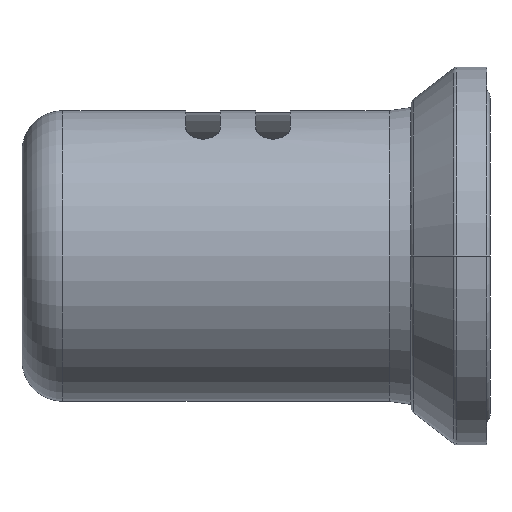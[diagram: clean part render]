
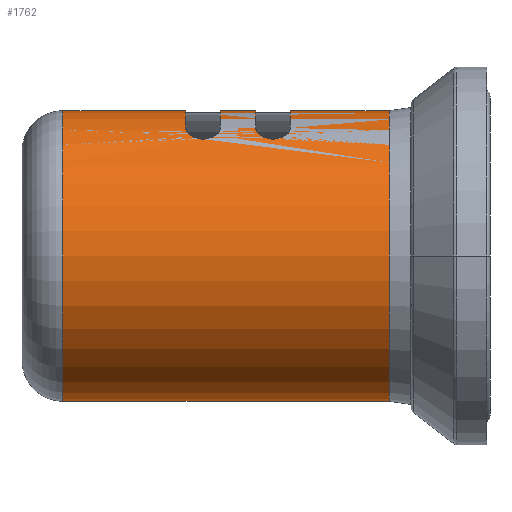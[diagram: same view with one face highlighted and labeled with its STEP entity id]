
A CAD part, left-side view. The second image highlights one B-rep face of the part: STEP entity #1762.
In plain terms, the highlighted cylindrical face has radius 20.765 mm (diameter 41.529 mm), a partial arc.
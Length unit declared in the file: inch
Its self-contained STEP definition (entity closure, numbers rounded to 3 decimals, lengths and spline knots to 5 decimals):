
#878=CARTESIAN_POINT('',(0.,0.68,0.));
#879=DIRECTION('',(0.,-1.,0.));
#880=DIRECTION('',(0.,0.,1.));
#881=AXIS2_PLACEMENT_3D('',#878,#879,#880);
#883=DIRECTION('',(0.,1.,0.));
#884=VECTOR('',#883,0.55586);
#885=CARTESIAN_POINT('',(0.,0.12414,0.8175));
#886=LINE('',#885,#884);
#887=CARTESIAN_POINT('',(0.,0.12414,0.));
#888=DIRECTION('',(0.,1.,0.));
#889=DIRECTION('',(0.,0.,-1.));
#890=AXIS2_PLACEMENT_3D('',#887,#888,#889);
#892=DIRECTION('',(0.,1.,0.));
#893=VECTOR('',#892,1.83586);
#894=CARTESIAN_POINT('',(0.,0.12414,-0.8175));
#895=LINE('',#894,#893);
#896=DIRECTION('',(0.,1.,0.));
#897=VECTOR('',#896,0.691);
#898=CARTESIAN_POINT('',(0.,1.269,0.8175));
#899=LINE('',#898,#897);
#900=CARTESIAN_POINT('',(0.,1.269,0.));
#901=DIRECTION('',(0.,-1.,0.));
#902=DIRECTION('',(0.,0.,1.));
#903=AXIS2_PLACEMENT_3D('',#900,#901,#902);
#905=CARTESIAN_POINT('',(-0.388,1.074,0.71956));
#906=CARTESIAN_POINT('',(-0.3948,1.074,0.71589));
#907=CARTESIAN_POINT('',(-0.40816,1.07538,
0.70844));
#908=CARTESIAN_POINT('',(-0.42809,1.0818,
0.69658));
#909=CARTESIAN_POINT('',(-0.44604,1.09227,
0.68519));
#910=CARTESIAN_POINT('',(-0.46102,1.10587,
0.67517));
#911=CARTESIAN_POINT('',(-0.4728,1.12204,
0.66695));
#912=CARTESIAN_POINT('',(-0.48113,1.14029,
0.66094));
#913=CARTESIAN_POINT('',(-0.48569,1.16092,
0.65758));
#914=CARTESIAN_POINT('',(-0.48571,1.18193,
0.65757));
#915=CARTESIAN_POINT('',(-0.48116,1.20265,
0.66092));
#916=CARTESIAN_POINT('',(-0.47284,1.22089,
0.66692));
#917=CARTESIAN_POINT('',(-0.46106,1.2371,
0.67514));
#918=CARTESIAN_POINT('',(-0.44602,1.25075,
0.6852));
#919=CARTESIAN_POINT('',(-0.42798,1.26125,
0.69664));
#920=CARTESIAN_POINT('',(-0.40807,1.26764,
0.7085));
#921=CARTESIAN_POINT('',(-0.39476,1.269,0.71591));
#922=CARTESIAN_POINT('',(-0.388,1.269,0.71956));
#924=CARTESIAN_POINT('',(0.,1.074,0.));
#925=DIRECTION('',(0.,-1.,0.));
#926=DIRECTION('',(0.,0.,1.));
#927=AXIS2_PLACEMENT_3D('',#924,#925,#926);
#929=DIRECTION('',(0.,1.,0.));
#930=VECTOR('',#929,0.199);
#931=CARTESIAN_POINT('',(0.,0.875,0.8175));
#932=LINE('',#931,#930);
#933=CARTESIAN_POINT('',(0.,0.875,0.));
#934=DIRECTION('',(0.,-1.,0.));
#935=DIRECTION('',(0.,0.,1.));
#936=AXIS2_PLACEMENT_3D('',#933,#934,#935);
#938=CARTESIAN_POINT('',(-0.388,0.68,0.71956));
#939=CARTESIAN_POINT('',(-0.3948,0.68,0.71589));
#940=CARTESIAN_POINT('',(-0.40816,0.68138,
0.70844));
#941=CARTESIAN_POINT('',(-0.42809,0.6878,
0.69658));
#942=CARTESIAN_POINT('',(-0.44604,0.69827,
0.68519));
#943=CARTESIAN_POINT('',(-0.46102,0.71187,
0.67517));
#944=CARTESIAN_POINT('',(-0.4728,0.72804,
0.66695));
#945=CARTESIAN_POINT('',(-0.48113,0.74629,
0.66094));
#946=CARTESIAN_POINT('',(-0.48569,0.76692,
0.65758));
#947=CARTESIAN_POINT('',(-0.48571,0.78793,
0.65757));
#948=CARTESIAN_POINT('',(-0.48116,0.80865,
0.66092));
#949=CARTESIAN_POINT('',(-0.47284,0.82689,
0.66692));
#950=CARTESIAN_POINT('',(-0.46106,0.8431,
0.67514));
#951=CARTESIAN_POINT('',(-0.44602,0.85675,
0.6852));
#952=CARTESIAN_POINT('',(-0.42798,0.86725,
0.69664));
#953=CARTESIAN_POINT('',(-0.40807,0.87364,
0.7085));
#954=CARTESIAN_POINT('',(-0.39476,0.875,0.71591));
#955=CARTESIAN_POINT('',(-0.388,0.875,0.71956));
#1361=CARTESIAN_POINT('',(0.,1.96,0.));
#1362=DIRECTION('',(0.,1.,0.));
#1363=DIRECTION('',(0.,0.,-1.));
#1364=AXIS2_PLACEMENT_3D('',#1361,#1362,#1363);
#1546=CARTESIAN_POINT('',(0.,0.12414,-0.8175));
#1547=CARTESIAN_POINT('',(0.,1.96,-0.8175));
#1548=VERTEX_POINT('',#1546);
#1549=VERTEX_POINT('',#1547);
#1558=CARTESIAN_POINT('',(0.,1.96,0.8175));
#1560=VERTEX_POINT('',#1558);
#1567=CARTESIAN_POINT('',(0.,0.68,0.8175));
#1569=VERTEX_POINT('',#1567);
#1571=CARTESIAN_POINT('',(0.,0.875,0.8175));
#1572=VERTEX_POINT('',#1571);
#1574=CARTESIAN_POINT('',(0.,1.074,0.8175));
#1576=VERTEX_POINT('',#1574);
#1578=CARTESIAN_POINT('',(0.,1.269,0.8175));
#1579=VERTEX_POINT('',#1578);
#1594=CARTESIAN_POINT('',(-0.388,0.68,0.71956));
#1596=VERTEX_POINT('',#1594);
#1598=CARTESIAN_POINT('',(-0.388,0.875,0.71956));
#1600=VERTEX_POINT('',#1598);
#1602=CARTESIAN_POINT('',(-0.388,1.269,0.71956));
#1604=VERTEX_POINT('',#1602);
#1606=CARTESIAN_POINT('',(-0.388,1.074,0.71956));
#1608=VERTEX_POINT('',#1606);
#1610=CARTESIAN_POINT('',(0.,0.12414,0.8175));
#1611=VERTEX_POINT('',#1610);
#1732=CARTESIAN_POINT('',(0.,2.268,0.));
#1733=DIRECTION('',(0.,-1.,0.));
#1734=DIRECTION('',(0.,0.,1.));
#1735=AXIS2_PLACEMENT_3D('',#1732,#1733,#1734);
#1736=CYLINDRICAL_SURFACE('',#1735,0.8175);
#1738=ORIENTED_EDGE('',*,*,#1737,.F.);
#1740=ORIENTED_EDGE('',*,*,#1739,.F.);
#1741=ORIENTED_EDGE('',*,*,#1724,.F.);
#1743=ORIENTED_EDGE('',*,*,#1742,.T.);
#1745=ORIENTED_EDGE('',*,*,#1744,.T.);
#1747=ORIENTED_EDGE('',*,*,#1746,.F.);
#1749=ORIENTED_EDGE('',*,*,#1748,.T.);
#1751=ORIENTED_EDGE('',*,*,#1750,.F.);
#1753=ORIENTED_EDGE('',*,*,#1752,.F.);
#1755=ORIENTED_EDGE('',*,*,#1754,.F.);
#1757=ORIENTED_EDGE('',*,*,#1756,.T.);
#1759=ORIENTED_EDGE('',*,*,#1758,.F.);
#1760=EDGE_LOOP('',(#1738,#1740,#1741,#1743,#1745,#1747,#1749,#1751,#1753,#1755,
#1757,#1759));
#1761=FACE_OUTER_BOUND('',#1760,.F.);
#1762=ADVANCED_FACE('',(#1761),#1736,.T.);
#882=CIRCLE('',#881,0.8175);
#891=CIRCLE('',#890,0.8175);
#904=CIRCLE('',#903,0.8175);
#923=B_SPLINE_CURVE_WITH_KNOTS('',3,(#905,#906,#907,#908,#909,#910,#911,#912,
#913,#914,#915,#916,#917,#918,#919,#920,#921,#922),.UNSPECIFIED.,.F.,.F.,(4,1,1,
1,1,1,1,1,1,1,1,1,1,1,1,4),(0.,0.06667,0.13333,0.2,
0.26667,0.33333,0.4,0.46667,0.53333,
0.6,0.66667,0.73333,0.8,0.86667,
0.93333,1.),.UNSPECIFIED.);
#928=CIRCLE('',#927,0.8175);
#937=CIRCLE('',#936,0.8175);
#956=B_SPLINE_CURVE_WITH_KNOTS('',3,(#938,#939,#940,#941,#942,#943,#944,#945,
#946,#947,#948,#949,#950,#951,#952,#953,#954,#955),.UNSPECIFIED.,.F.,.F.,(4,1,1,
1,1,1,1,1,1,1,1,1,1,1,1,4),(0.,0.06667,0.13333,0.2,
0.26667,0.33333,0.4,0.46667,0.53333,
0.6,0.66667,0.73333,0.8,0.86667,
0.93333,1.),.UNSPECIFIED.);
#1365=CIRCLE('',#1364,0.8175);
#1724=EDGE_CURVE('',#1548,#1611,#891,.T.);
#1737=EDGE_CURVE('',#1569,#1596,#882,.T.);
#1739=EDGE_CURVE('',#1611,#1569,#886,.T.);
#1742=EDGE_CURVE('',#1548,#1549,#895,.T.);
#1744=EDGE_CURVE('',#1549,#1560,#1365,.T.);
#1746=EDGE_CURVE('',#1579,#1560,#899,.T.);
#1748=EDGE_CURVE('',#1579,#1604,#904,.T.);
#1750=EDGE_CURVE('',#1608,#1604,#923,.T.);
#1752=EDGE_CURVE('',#1576,#1608,#928,.T.);
#1754=EDGE_CURVE('',#1572,#1576,#932,.T.);
#1756=EDGE_CURVE('',#1572,#1600,#937,.T.);
#1758=EDGE_CURVE('',#1596,#1600,#956,.T.);
